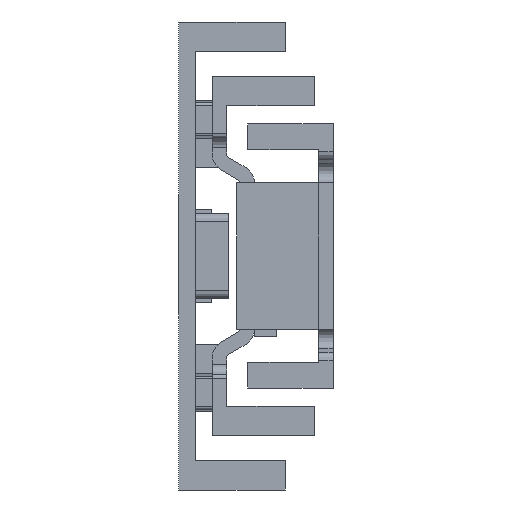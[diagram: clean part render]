
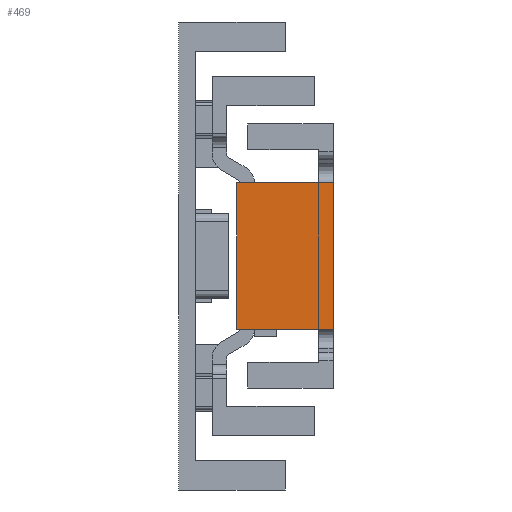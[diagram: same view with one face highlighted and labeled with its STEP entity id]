
A CAD part, front view. The second image highlights one B-rep face of the part: STEP entity #469.
In plain terms, the highlighted planar face has unit normal (0, -1, 0).
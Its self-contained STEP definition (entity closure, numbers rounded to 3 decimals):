
#469 = ADVANCED_FACE( '', ( #1032 ), #1033, .F. );
#1032 = FACE_OUTER_BOUND( '', #1770, .T. );
#1033 = PLANE( '', #1771 );
#1770 = EDGE_LOOP( '', ( #2975, #2976, #2977, #2978 ) );
#1771 = AXIS2_PLACEMENT_3D( '', #2979, #2980, #2981 );
#2975 = ORIENTED_EDGE( '', *, *, #4692, .F. );
#2976 = ORIENTED_EDGE( '', *, *, #4698, .F. );
#2977 = ORIENTED_EDGE( '', *, *, #4540, .T. );
#2978 = ORIENTED_EDGE( '', *, *, #4699, .T. );
#2979 = CARTESIAN_POINT( '', ( 0., 0., 0. ) );
#2980 = DIRECTION( '', ( 0., 1., 0. ) );
#2981 = DIRECTION( '', ( 0., 0., 1. ) );
#4540 = EDGE_CURVE( '', #5536, #5537, #5538, .T. );
#4692 = EDGE_CURVE( '', #5774, #5768, #5776, .T. );
#4698 = EDGE_CURVE( '', #5536, #5774, #5784, .T. );
#4699 = EDGE_CURVE( '', #5537, #5768, #5785, .T. );
#5536 = VERTEX_POINT( '', #6902 );
#5537 = VERTEX_POINT( '', #6903 );
#5538 = LINE( '', #6904, #6905 );
#5768 = VERTEX_POINT( '', #7230 );
#5774 = VERTEX_POINT( '', #7239 );
#5776 = LINE( '', #7242, #7243 );
#5784 = LINE( '', #7254, #7255 );
#5785 = LINE( '', #7256, #7257 );
#6902 = CARTESIAN_POINT( '', ( -11.8, 0., -9.017 ) );
#6903 = CARTESIAN_POINT( '', ( 0., 0., -9.017 ) );
#6904 = CARTESIAN_POINT( '', ( -285.032, 0., -9.017 ) );
#6905 = VECTOR( '', #8236, 1000. );
#7230 = CARTESIAN_POINT( '', ( 0., 0., 8.983 ) );
#7239 = CARTESIAN_POINT( '', ( -11.8, 0., 8.983 ) );
#7242 = CARTESIAN_POINT( '', ( -285.032, 0., 8.983 ) );
#7243 = VECTOR( '', #8393, 1000. );
#7254 = CARTESIAN_POINT( '', ( -11.8, 0., -9.017 ) );
#7255 = VECTOR( '', #8397, 1000. );
#7256 = CARTESIAN_POINT( '', ( 0., 0., -16.168 ) );
#7257 = VECTOR( '', #8398, 1000. );
#8236 = DIRECTION( '', ( 1., 0., 0. ) );
#8393 = DIRECTION( '', ( 1., 0., 0. ) );
#8397 = DIRECTION( '', ( 0., 0., 1. ) );
#8398 = DIRECTION( '', ( 0., 0., 1. ) );
